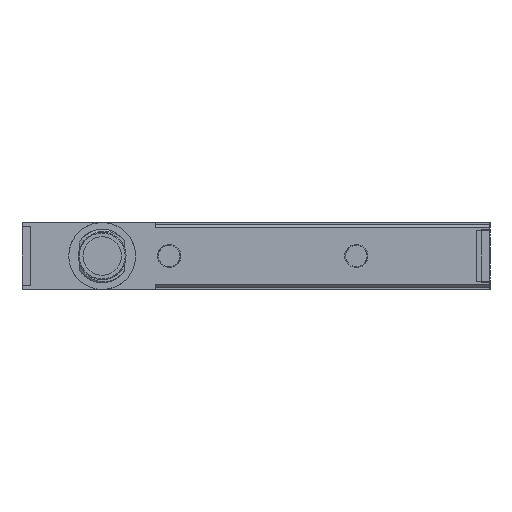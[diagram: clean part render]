
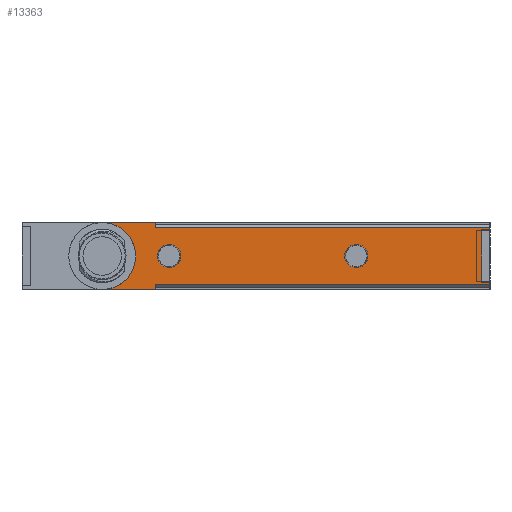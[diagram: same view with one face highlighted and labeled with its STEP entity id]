
A CAD part, front view. The second image highlights one B-rep face of the part: STEP entity #13363.
In plain terms, the highlighted planar face has unit normal (0, -1, 0).
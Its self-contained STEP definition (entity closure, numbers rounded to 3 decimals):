
#1128=FACE_BOUND('',#2854,.T.);
#1129=FACE_BOUND('',#2855,.T.);
#1422=PLANE('',#14000);
#2115=FACE_OUTER_BOUND('',#2853,.T.);
#2853=EDGE_LOOP('',(#11926,#11927,#11928,#11929,#11930,#11931,#11932,#11933,
#11934,#11935,#11936,#11937,#11938));
#2854=EDGE_LOOP('',(#11939));
#2855=EDGE_LOOP('',(#11940));
#3206=LINE('',#17869,#4279);
#3213=LINE('',#17883,#4286);
#3221=LINE('',#17899,#4294);
#3223=LINE('',#17903,#4296);
#3228=LINE('',#17913,#4301);
#3231=LINE('',#17919,#4304);
#3634=LINE('',#40773,#4707);
#3643=LINE('',#40785,#4716);
#3923=LINE('',#43068,#4996);
#3924=LINE('',#43070,#4997);
#3926=LINE('',#43079,#4999);
#4279=VECTOR('',#14884,50.);
#4286=VECTOR('',#14893,0.3);
#4294=VECTOR('',#14907,0.8);
#4296=VECTOR('',#14911,0.3);
#4301=VECTOR('',#14918,50.);
#4304=VECTOR('',#14923,8.);
#4707=VECTOR('',#15524,1.2);
#4716=VECTOR('',#15535,8.);
#4996=VECTOR('',#15983,1.2);
#4997=VECTOR('',#15986,7.8);
#4999=VECTOR('',#16002,0.8);
#5041=CIRCLE('',#13666,5.);
#5043=CIRCLE('',#13668,5.);
#5052=CIRCLE('',#13681,1.75);
#5061=CIRCLE('',#13696,1.75);
#5247=VERTEX_POINT('',#16683);
#5248=VERTEX_POINT('',#16685);
#5249=VERTEX_POINT('',#16687);
#5261=VERTEX_POINT('',#16718);
#5270=VERTEX_POINT('',#16748);
#5487=VERTEX_POINT('',#17866);
#5488=VERTEX_POINT('',#17868);
#5493=VERTEX_POINT('',#17880);
#5494=VERTEX_POINT('',#17882);
#5498=VERTEX_POINT('',#17896);
#5500=VERTEX_POINT('',#17902);
#5504=VERTEX_POINT('',#17912);
#5506=VERTEX_POINT('',#17917);
#6106=VERTEX_POINT('',#40772);
#6343=VERTEX_POINT('',#43066);
#6562=EDGE_CURVE('',#5248,#5247,#5041,.T.);
#6564=EDGE_CURVE('',#5247,#5249,#5043,.T.);
#6579=EDGE_CURVE('',#5261,#5261,#5052,.T.);
#6594=EDGE_CURVE('',#5270,#5270,#5061,.T.);
#6881=EDGE_CURVE('',#5488,#5487,#3206,.T.);
#6888=EDGE_CURVE('',#5493,#5494,#3213,.T.);
#6896=EDGE_CURVE('',#5487,#5498,#3221,.T.);
#6898=EDGE_CURVE('',#5488,#5500,#3223,.T.);
#6903=EDGE_CURVE('',#5504,#5494,#3228,.T.);
#6906=EDGE_CURVE('',#5249,#5506,#3231,.T.);
#7758=EDGE_CURVE('',#6106,#5500,#3634,.T.);
#7767=EDGE_CURVE('',#5248,#5498,#3643,.T.);
#8204=EDGE_CURVE('',#5493,#6343,#3923,.T.);
#8205=EDGE_CURVE('',#6343,#6106,#3924,.T.);
#8207=EDGE_CURVE('',#5506,#5504,#3926,.T.);
#11926=ORIENTED_EDGE('',*,*,#6896,.T.);
#11927=ORIENTED_EDGE('',*,*,#7767,.F.);
#11928=ORIENTED_EDGE('',*,*,#6562,.T.);
#11929=ORIENTED_EDGE('',*,*,#6564,.T.);
#11930=ORIENTED_EDGE('',*,*,#6906,.T.);
#11931=ORIENTED_EDGE('',*,*,#8207,.T.);
#11932=ORIENTED_EDGE('',*,*,#6903,.T.);
#11933=ORIENTED_EDGE('',*,*,#6888,.F.);
#11934=ORIENTED_EDGE('',*,*,#8204,.T.);
#11935=ORIENTED_EDGE('',*,*,#8205,.T.);
#11936=ORIENTED_EDGE('',*,*,#7758,.T.);
#11937=ORIENTED_EDGE('',*,*,#6898,.F.);
#11938=ORIENTED_EDGE('',*,*,#6881,.T.);
#11939=ORIENTED_EDGE('',*,*,#6594,.T.);
#11940=ORIENTED_EDGE('',*,*,#6579,.T.);
#13363=ADVANCED_FACE('',(#2115,#1128,#1129),#1422,.T.);
#13666=AXIS2_PLACEMENT_3D('',#16686,#14452,#14453);
#13668=AXIS2_PLACEMENT_3D('',#16689,#14456,#14457);
#13681=AXIS2_PLACEMENT_3D('',#16720,#14488,#14489);
#13696=AXIS2_PLACEMENT_3D('',#16750,#14524,#14525);
#14000=AXIS2_PLACEMENT_3D('',#43089,#16018,#16019);
#14452=DIRECTION('center_axis',(0.,1.,0.));
#14453=DIRECTION('ref_axis',(1.,0.,0.));
#14456=DIRECTION('center_axis',(0.,1.,0.));
#14457=DIRECTION('ref_axis',(1.,0.,0.));
#14488=DIRECTION('center_axis',(0.,1.,0.));
#14489=DIRECTION('ref_axis',(1.,0.,0.));
#14524=DIRECTION('center_axis',(0.,1.,0.));
#14525=DIRECTION('ref_axis',(1.,0.,0.));
#14884=DIRECTION('',(1.,0.,0.));
#14893=DIRECTION('',(0.,0.,1.));
#14907=DIRECTION('',(0.,0.,-1.));
#14911=DIRECTION('',(0.,0.,1.));
#14918=DIRECTION('',(-1.,0.,0.));
#14923=DIRECTION('',(-1.,0.,0.));
#15524=DIRECTION('',(-1.,0.,0.));
#15535=DIRECTION('',(-1.,0.,0.));
#15983=DIRECTION('',(1.,0.,0.));
#15986=DIRECTION('',(0.,0.,-1.));
#16002=DIRECTION('',(0.,0.,-1.));
#16018=DIRECTION('center_axis',(0.,-1.,0.));
#16019=DIRECTION('ref_axis',(0.,0.,-1.));
#16683=CARTESIAN_POINT('',(28.,-29.5,0.));
#16685=CARTESIAN_POINT('',(33.,-29.5,-5.));
#16686=CARTESIAN_POINT('Origin',(33.,-29.5,0.));
#16687=CARTESIAN_POINT('',(33.,-29.5,5.));
#16689=CARTESIAN_POINT('Origin',(33.,-29.5,0.));
#16718=CARTESIAN_POINT('',(-6.75,-29.5,0.));
#16720=CARTESIAN_POINT('Origin',(-5.,-29.5,0.));
#16748=CARTESIAN_POINT('',(21.25,-29.5,0.));
#16750=CARTESIAN_POINT('Origin',(23.,-29.5,0.));
#17866=CARTESIAN_POINT('',(25.,-29.5,-4.2));
#17868=CARTESIAN_POINT('',(-25.,-29.5,-4.2));
#17869=CARTESIAN_POINT('',(-25.,-29.5,-4.2));
#17880=CARTESIAN_POINT('',(-25.,-29.5,3.9));
#17882=CARTESIAN_POINT('',(-25.,-29.5,4.2));
#17883=CARTESIAN_POINT('',(-25.,-29.5,3.9));
#17896=CARTESIAN_POINT('',(25.,-29.5,-5.));
#17899=CARTESIAN_POINT('',(25.,-29.5,-4.2));
#17902=CARTESIAN_POINT('',(-25.,-29.5,-3.9));
#17903=CARTESIAN_POINT('',(-25.,-29.5,-4.2));
#17912=CARTESIAN_POINT('',(25.,-29.5,4.2));
#17913=CARTESIAN_POINT('',(25.,-29.5,4.2));
#17917=CARTESIAN_POINT('',(25.,-29.5,5.));
#17919=CARTESIAN_POINT('',(33.,-29.5,5.));
#40772=CARTESIAN_POINT('',(-23.8,-29.5,-3.9));
#40773=CARTESIAN_POINT('',(-23.8,-29.5,-3.9));
#40785=CARTESIAN_POINT('',(33.,-29.5,-5.));
#43066=CARTESIAN_POINT('',(-23.8,-29.5,3.9));
#43068=CARTESIAN_POINT('',(-25.,-29.5,3.9));
#43070=CARTESIAN_POINT('',(-23.8,-29.5,3.9));
#43079=CARTESIAN_POINT('',(25.,-29.5,5.));
#43089=CARTESIAN_POINT('Origin',(-27.9,-29.5,5.5));
